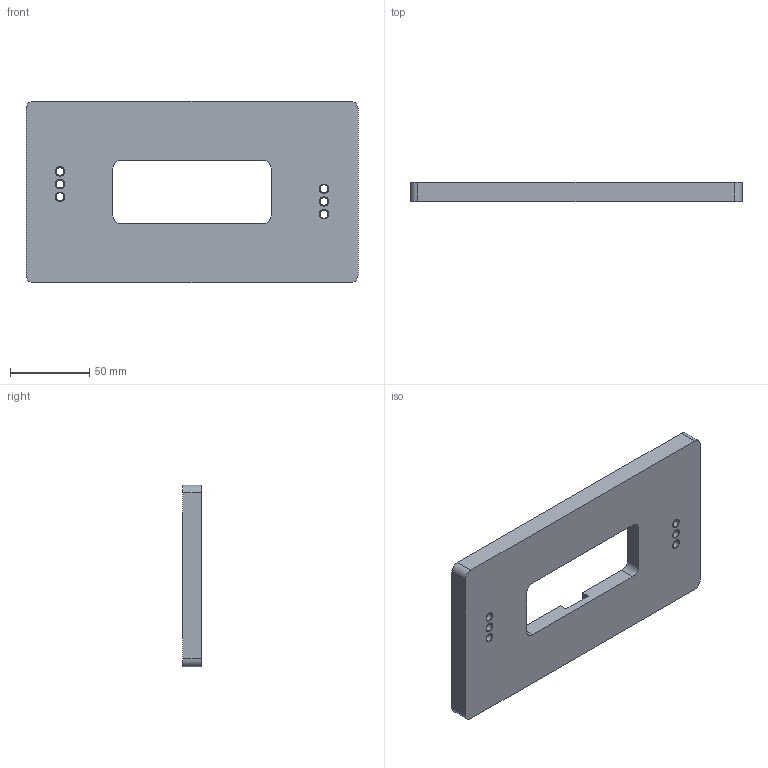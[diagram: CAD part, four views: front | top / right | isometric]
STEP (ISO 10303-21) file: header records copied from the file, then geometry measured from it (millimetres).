
FILE_DESCRIPTION((''),'2;1');
FILE_NAME('CHAMBER_BASE','2019-05-12T13:35:14',('xpb10145'),(''),'CREO PARAMETRIC BY PTC INC, 2017260','CREO PARAMETRIC BY PTC INC, 2017260','');
FILE_SCHEMA(('CONFIG_CONTROL_DESIGN'));
Length unit declared in the file: millimetre
Products named in the file (1): CHAMBER_BASE
Bounding box: 210 x 12 x 115 mm (x, y, z)
Volume: 229317.1 mm3; surface area: 55989.7 mm2
Topology: 1 solids, 15 shells, 206 faces, 492 edges, 322 vertices
Faces by surface type: cylinder 132, plane 62, cone 12
Entity records: 6061 total; most frequent: DIRECTION 1170, CARTESIAN_POINT 1009, ORIENTED_EDGE 904, AXIS2_PLACEMENT_3D 483, EDGE_CURVE 480, VERTEX_POINT 322, CIRCLE 276, EDGE_LOOP 266
